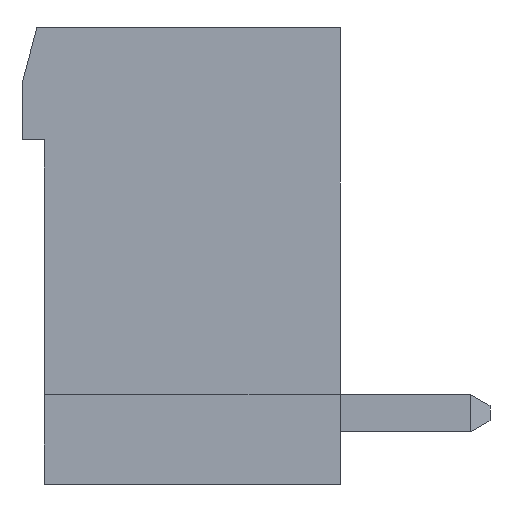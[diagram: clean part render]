
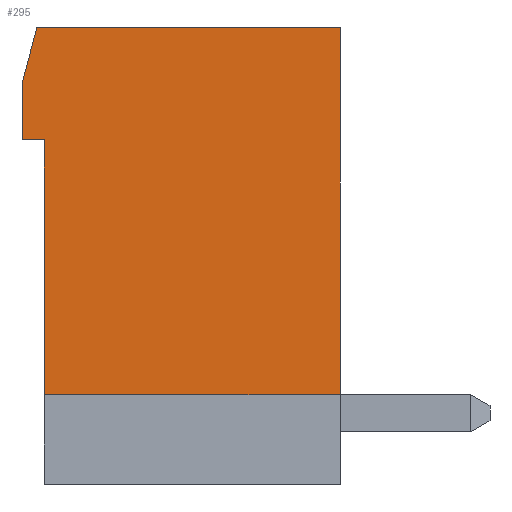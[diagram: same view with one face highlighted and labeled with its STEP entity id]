
A CAD part, front view. The second image highlights one B-rep face of the part: STEP entity #295.
In plain terms, the highlighted planar face has unit normal (0, -1, 0).
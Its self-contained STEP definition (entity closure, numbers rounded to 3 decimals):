
#295 = ADVANCED_FACE( '', ( #626 ), #627, .F. );
#626 = FACE_OUTER_BOUND( '', #978, .T. );
#627 = PLANE( '', #979 );
#978 = EDGE_LOOP( '', ( #1800, #1801, #1802, #1803, #1804, #1805, #1806 ) );
#979 = AXIS2_PLACEMENT_3D( '', #1807, #1808, #1809 );
#1800 = ORIENTED_EDGE( '', *, *, #2340, .T. );
#1801 = ORIENTED_EDGE( '', *, *, #2246, .T. );
#1802 = ORIENTED_EDGE( '', *, *, #2142, .T. );
#1803 = ORIENTED_EDGE( '', *, *, #2193, .T. );
#1804 = ORIENTED_EDGE( '', *, *, #2283, .T. );
#1805 = ORIENTED_EDGE( '', *, *, #2369, .T. );
#1806 = ORIENTED_EDGE( '', *, *, #2116, .T. );
#1807 = CARTESIAN_POINT( '', ( 241.4, -44.72, -3. ) );
#1808 = DIRECTION( '', ( 0., 1., 0. ) );
#1809 = DIRECTION( '', ( 0., 0., -1. ) );
#2116 = EDGE_CURVE( '', #2554, #2552, #2555, .T. );
#2142 = EDGE_CURVE( '', #2598, #2596, #2599, .T. );
#2193 = EDGE_CURVE( '', #2596, #2678, #2680, .T. );
#2246 = EDGE_CURVE( '', #2764, #2598, #2765, .T. );
#2283 = EDGE_CURVE( '', #2678, #2812, #2814, .T. );
#2340 = EDGE_CURVE( '', #2552, #2764, #2884, .T. );
#2369 = EDGE_CURVE( '', #2812, #2554, #2918, .T. );
#2552 = VERTEX_POINT( '', #3161 );
#2554 = VERTEX_POINT( '', #3164 );
#2555 = LINE( '', #3165, #3166 );
#2596 = VERTEX_POINT( '', #3224 );
#2598 = VERTEX_POINT( '', #3227 );
#2599 = LINE( '', #3228, #3229 );
#2678 = VERTEX_POINT( '', #3346 );
#2680 = LINE( '', #3349, #3350 );
#2764 = VERTEX_POINT( '', #3472 );
#2765 = LINE( '', #3473, #3474 );
#2812 = VERTEX_POINT( '', #3542 );
#2814 = LINE( '', #3545, #3546 );
#2884 = LINE( '', #3657, #3658 );
#2918 = LINE( '', #3707, #3708 );
#3161 = CARTESIAN_POINT( '', ( 242.1, -44.72, -3. ) );
#3164 = CARTESIAN_POINT( '', ( 241.5, -44.72, -3. ) );
#3165 = CARTESIAN_POINT( '', ( 241.9, -44.72, -3. ) );
#3166 = VECTOR( '', #3842, 1000. );
#3224 = CARTESIAN_POINT( '', ( 250., -44.72, 0. ) );
#3227 = CARTESIAN_POINT( '', ( 250., -44.72, -9.8 ) );
#3228 = CARTESIAN_POINT( '', ( 250., -44.72, 0. ) );
#3229 = VECTOR( '', #3867, 1000. );
#3346 = CARTESIAN_POINT( '', ( 241.9, -44.72, 0. ) );
#3349 = CARTESIAN_POINT( '', ( 241.8, -44.72, 0. ) );
#3350 = VECTOR( '', #3916, 1000. );
#3472 = CARTESIAN_POINT( '', ( 242.1, -44.72, -9.8 ) );
#3473 = CARTESIAN_POINT( '', ( 250., -44.72, -9.8 ) );
#3474 = VECTOR( '', #3967, 1000. );
#3542 = CARTESIAN_POINT( '', ( 241.5, -44.72, -1.493 ) );
#3545 = CARTESIAN_POINT( '', ( 241.5, -44.72, -1.493 ) );
#3546 = VECTOR( '', #3999, 1000. );
#3657 = CARTESIAN_POINT( '', ( 242.1, -44.72, -9.8 ) );
#3658 = VECTOR( '', #4035, 1000. );
#3707 = CARTESIAN_POINT( '', ( 241.5, -44.72, -3. ) );
#3708 = VECTOR( '', #4054, 1000. );
#3842 = DIRECTION( '', ( 1., 0., 0. ) );
#3867 = DIRECTION( '', ( 0., 0., 1. ) );
#3916 = DIRECTION( '', ( -1., 0., 0. ) );
#3967 = DIRECTION( '', ( 1., 0., 0. ) );
#3999 = DIRECTION( '', ( -0.259, 0., -0.966 ) );
#4035 = DIRECTION( '', ( 0., 0., -1. ) );
#4054 = DIRECTION( '', ( 0., 0., -1. ) );
